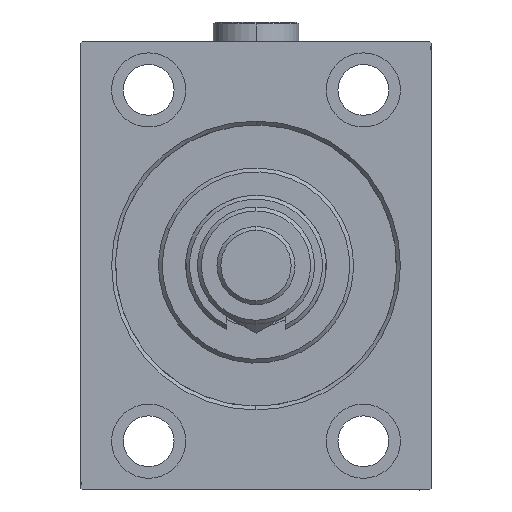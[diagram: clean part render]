
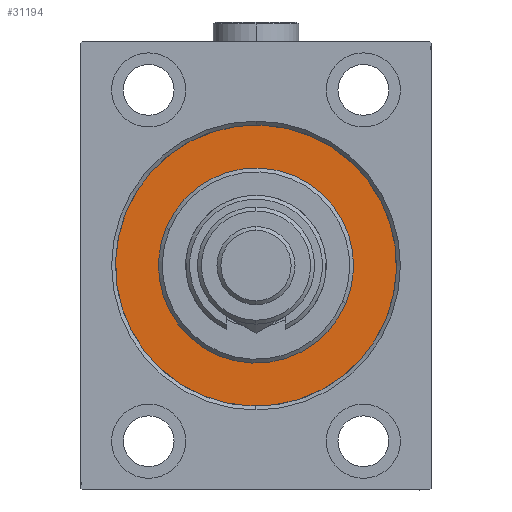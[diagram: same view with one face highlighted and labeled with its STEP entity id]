
A CAD part, left-side view. The second image highlights one B-rep face of the part: STEP entity #31194.
In plain terms, the highlighted face is planar.
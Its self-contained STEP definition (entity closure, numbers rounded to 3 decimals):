
#127 = ORIENTED_EDGE ( 'NONE', *, *, #44229, .F. ) ;
#614 = CIRCLE ( 'NONE', #43376, 36. ) ;
#2443 = CIRCLE ( 'NONE', #10233, 25. ) ;
#3007 = EDGE_CURVE ( 'NONE', #35776, #46868, #12179, .T. ) ;
#3122 = DIRECTION ( 'NONE',  ( 0., 0., 1. ) ) ;
#7269 = CARTESIAN_POINT ( 'NONE',  ( 0., 0., 0. ) ) ;
#10233 = AXIS2_PLACEMENT_3D ( 'NONE', #20440, #32109, #12615 ) ;
#10555 = CARTESIAN_POINT ( 'NONE',  ( 0., 0., -25. ) ) ;
#10959 = CIRCLE ( 'NONE', #21861, 36. ) ;
#12179 = CIRCLE ( 'NONE', #20766, 25. ) ;
#12554 = DIRECTION ( 'NONE',  ( 1., 0., 0. ) ) ;
#12615 = DIRECTION ( 'NONE',  ( 0., 0., -1. ) ) ;
#17983 = FACE_BOUND ( 'NONE', #45410, .T. ) ;
#19827 = ORIENTED_EDGE ( 'NONE', *, *, #3007, .F. ) ;
#19935 = DIRECTION ( 'NONE',  ( 0., 0., 1. ) ) ;
#20136 = EDGE_LOOP ( 'NONE', ( #21953, #127 ) ) ;
#20440 = CARTESIAN_POINT ( 'NONE',  ( 0., 0., 0. ) ) ;
#20766 = AXIS2_PLACEMENT_3D ( 'NONE', #45942, #12554, #35952 ) ;
#21861 = AXIS2_PLACEMENT_3D ( 'NONE', #28643, #32295, #40577 ) ;
#21953 = ORIENTED_EDGE ( 'NONE', *, *, #33079, .F. ) ;
#23229 = EDGE_CURVE ( 'NONE', #46868, #35776, #2443, .T. ) ;
#26037 = FACE_OUTER_BOUND ( 'NONE', #20136, .T. ) ;
#27008 = DIRECTION ( 'NONE',  ( -1., 0., 0. ) ) ;
#28643 = CARTESIAN_POINT ( 'NONE',  ( 0., 0., 0. ) ) ;
#29688 = PLANE ( 'NONE',  #39453 ) ;
#31194 = ADVANCED_FACE ( 'NONE', ( #17983, #26037 ), #29688, .F. ) ;
#32072 = CARTESIAN_POINT ( 'NONE',  ( 0., 0., 36. ) ) ;
#32109 = DIRECTION ( 'NONE',  ( 1., 0., 0. ) ) ;
#32295 = DIRECTION ( 'NONE',  ( -1., 0., 0. ) ) ;
#33079 = EDGE_CURVE ( 'NONE', #36867, #45459, #614, .T. ) ;
#35776 = VERTEX_POINT ( 'NONE', #43153 ) ;
#35952 = DIRECTION ( 'NONE',  ( 0., 0., -1. ) ) ;
#36867 = VERTEX_POINT ( 'NONE', #38493 ) ;
#38493 = CARTESIAN_POINT ( 'NONE',  ( 0., 0., -36. ) ) ;
#39453 = AXIS2_PLACEMENT_3D ( 'NONE', #7269, #44533, #3122 ) ;
#40577 = DIRECTION ( 'NONE',  ( 0., 0., 1. ) ) ;
#42440 = ORIENTED_EDGE ( 'NONE', *, *, #23229, .F. ) ;
#43153 = CARTESIAN_POINT ( 'NONE',  ( 0., 0., 25. ) ) ;
#43376 = AXIS2_PLACEMENT_3D ( 'NONE', #45746, #27008, #19935 ) ;
#44229 = EDGE_CURVE ( 'NONE', #45459, #36867, #10959, .T. ) ;
#44533 = DIRECTION ( 'NONE',  ( -1., 0., 0. ) ) ;
#45410 = EDGE_LOOP ( 'NONE', ( #19827, #42440 ) ) ;
#45459 = VERTEX_POINT ( 'NONE', #32072 ) ;
#45746 = CARTESIAN_POINT ( 'NONE',  ( 0., 0., 0. ) ) ;
#45942 = CARTESIAN_POINT ( 'NONE',  ( 0., 0., 0. ) ) ;
#46868 = VERTEX_POINT ( 'NONE', #10555 ) ;
